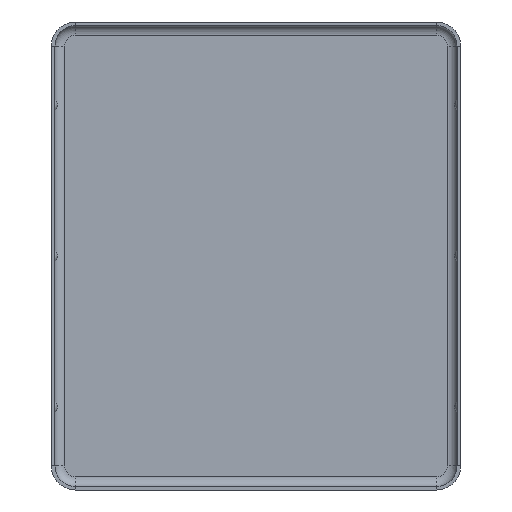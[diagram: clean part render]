
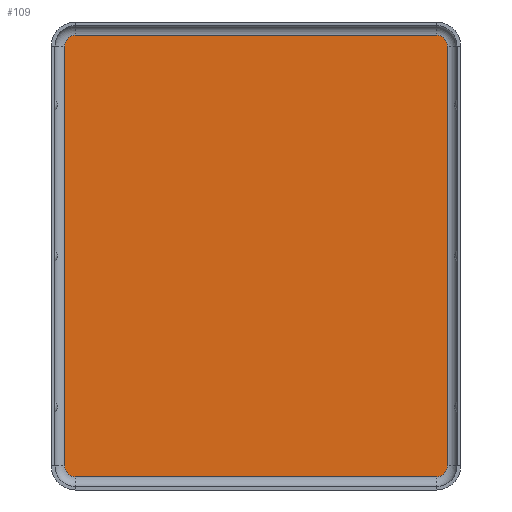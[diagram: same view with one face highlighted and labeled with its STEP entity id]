
A CAD part, front view. The second image highlights one B-rep face of the part: STEP entity #109.
In plain terms, the highlighted planar face has unit normal (0, -1, 0).
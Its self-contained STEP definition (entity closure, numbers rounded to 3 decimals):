
#13 = EDGE_LOOP ( 'NONE', ( #1150, #1243, #1846, #657, #1573, #1669, #799, #1327 ) ) ;
#19 = DIRECTION ( 'NONE',  ( 0., 0., -1. ) ) ;
#50 = AXIS2_PLACEMENT_3D ( 'NONE', #1010, #174, #562 ) ;
#87 = VERTEX_POINT ( 'NONE', #1581 ) ;
#89 = CARTESIAN_POINT ( 'NONE',  ( 14.95, 0., 17.375 ) ) ;
#105 = CARTESIAN_POINT ( 'NONE',  ( 15.85, 0., -17.375 ) ) ;
#109 = ADVANCED_FACE ( 'NONE', ( #140 ), #733, .T. ) ;
#110 = VERTEX_POINT ( 'NONE', #992 ) ;
#138 = LINE ( 'NONE', #1435, #1434 ) ;
#140 = FACE_OUTER_BOUND ( 'NONE', #13, .T. ) ;
#162 = DIRECTION ( 'NONE',  ( -1., 0., 0. ) ) ;
#174 = DIRECTION ( 'NONE',  ( 0., -1., 0. ) ) ;
#190 = DIRECTION ( 'NONE',  ( 0., 1., 0. ) ) ;
#222 = VECTOR ( 'NONE', #1424, 1000. ) ;
#303 = CARTESIAN_POINT ( 'NONE',  ( -15.85, 0., 17.375 ) ) ;
#344 = VECTOR ( 'NONE', #464, 1000. ) ;
#390 = CIRCLE ( 'NONE', #50, 0.9 ) ;
#393 = CARTESIAN_POINT ( 'NONE',  ( -14.95, 0., 18.275 ) ) ;
#444 = DIRECTION ( 'NONE',  ( 0., 1., 0. ) ) ;
#464 = DIRECTION ( 'NONE',  ( 0., 0., -1. ) ) ;
#467 = DIRECTION ( 'NONE',  ( 0., 0., -1. ) ) ;
#474 = VERTEX_POINT ( 'NONE', #303 ) ;
#503 = EDGE_CURVE ( 'NONE', #110, #1504, #1595, .T. ) ;
#507 = AXIS2_PLACEMENT_3D ( 'NONE', #1029, #190, #467 ) ;
#550 = VERTEX_POINT ( 'NONE', #673 ) ;
#559 = EDGE_CURVE ( 'NONE', #1575, #1593, #138, .T. ) ;
#562 = DIRECTION ( 'NONE',  ( 0., 0., 1. ) ) ;
#593 = EDGE_CURVE ( 'NONE', #474, #1593, #652, .T. ) ;
#620 = EDGE_CURVE ( 'NONE', #87, #1575, #904, .T. ) ;
#638 = EDGE_CURVE ( 'NONE', #474, #550, #871, .T. ) ;
#652 = CIRCLE ( 'NONE', #507, 0.9 ) ;
#657 = ORIENTED_EDGE ( 'NONE', *, *, #620, .T. ) ;
#673 = CARTESIAN_POINT ( 'NONE',  ( -15.85, 0., -17.375 ) ) ;
#703 = DIRECTION ( 'NONE',  ( 0., 0., 1. ) ) ;
#733 = PLANE ( 'NONE',  #1318 ) ;
#761 = AXIS2_PLACEMENT_3D ( 'NONE', #89, #1214, #1147 ) ;
#799 = ORIENTED_EDGE ( 'NONE', *, *, #638, .T. ) ;
#871 = LINE ( 'NONE', #1796, #222 ) ;
#904 = CIRCLE ( 'NONE', #761, 0.9 ) ;
#984 = CARTESIAN_POINT ( 'NONE',  ( 14.95, 0., -18.275 ) ) ;
#989 = DIRECTION ( 'NONE',  ( -1., 0., 0. ) ) ;
#992 = CARTESIAN_POINT ( 'NONE',  ( 14.95, 0., -18.275 ) ) ;
#1010 = CARTESIAN_POINT ( 'NONE',  ( -14.95, 0., -17.375 ) ) ;
#1029 = CARTESIAN_POINT ( 'NONE',  ( -14.95, 0., 17.375 ) ) ;
#1077 = EDGE_CURVE ( 'NONE', #1398, #110, #1156, .T. ) ;
#1100 = CARTESIAN_POINT ( 'NONE',  ( -14.95, 0., -18.275 ) ) ;
#1135 = CARTESIAN_POINT ( 'NONE',  ( 14.95, 0., 18.275 ) ) ;
#1147 = DIRECTION ( 'NONE',  ( 0., 0., -1. ) ) ;
#1150 = ORIENTED_EDGE ( 'NONE', *, *, #503, .F. ) ;
#1156 = CIRCLE ( 'NONE', #1204, 0.9 ) ;
#1204 = AXIS2_PLACEMENT_3D ( 'NONE', #1601, #444, #703 ) ;
#1214 = DIRECTION ( 'NONE',  ( 0., -1., 0. ) ) ;
#1243 = ORIENTED_EDGE ( 'NONE', *, *, #1077, .F. ) ;
#1299 = CARTESIAN_POINT ( 'NONE',  ( 14.95, 0., -17.375 ) ) ;
#1315 = CARTESIAN_POINT ( 'NONE',  ( 15.85, 0., 0. ) ) ;
#1318 = AXIS2_PLACEMENT_3D ( 'NONE', #1299, #1439, #19 ) ;
#1327 = ORIENTED_EDGE ( 'NONE', *, *, #1699, .T. ) ;
#1392 = VECTOR ( 'NONE', #162, 1000. ) ;
#1398 = VERTEX_POINT ( 'NONE', #105 ) ;
#1424 = DIRECTION ( 'NONE',  ( 0., 0., -1. ) ) ;
#1434 = VECTOR ( 'NONE', #989, 1000. ) ;
#1435 = CARTESIAN_POINT ( 'NONE',  ( 14.95, 0., 18.275 ) ) ;
#1439 = DIRECTION ( 'NONE',  ( 0., -1., 0. ) ) ;
#1504 = VERTEX_POINT ( 'NONE', #1100 ) ;
#1513 = LINE ( 'NONE', #1315, #344 ) ;
#1573 = ORIENTED_EDGE ( 'NONE', *, *, #559, .T. ) ;
#1575 = VERTEX_POINT ( 'NONE', #1135 ) ;
#1581 = CARTESIAN_POINT ( 'NONE',  ( 15.85, 0., 17.375 ) ) ;
#1593 = VERTEX_POINT ( 'NONE', #393 ) ;
#1595 = LINE ( 'NONE', #984, #1392 ) ;
#1601 = CARTESIAN_POINT ( 'NONE',  ( 14.95, 0., -17.375 ) ) ;
#1669 = ORIENTED_EDGE ( 'NONE', *, *, #593, .F. ) ;
#1699 = EDGE_CURVE ( 'NONE', #550, #1504, #390, .T. ) ;
#1779 = EDGE_CURVE ( 'NONE', #87, #1398, #1513, .T. ) ;
#1796 = CARTESIAN_POINT ( 'NONE',  ( -15.85, 0., 0. ) ) ;
#1846 = ORIENTED_EDGE ( 'NONE', *, *, #1779, .F. ) ;
